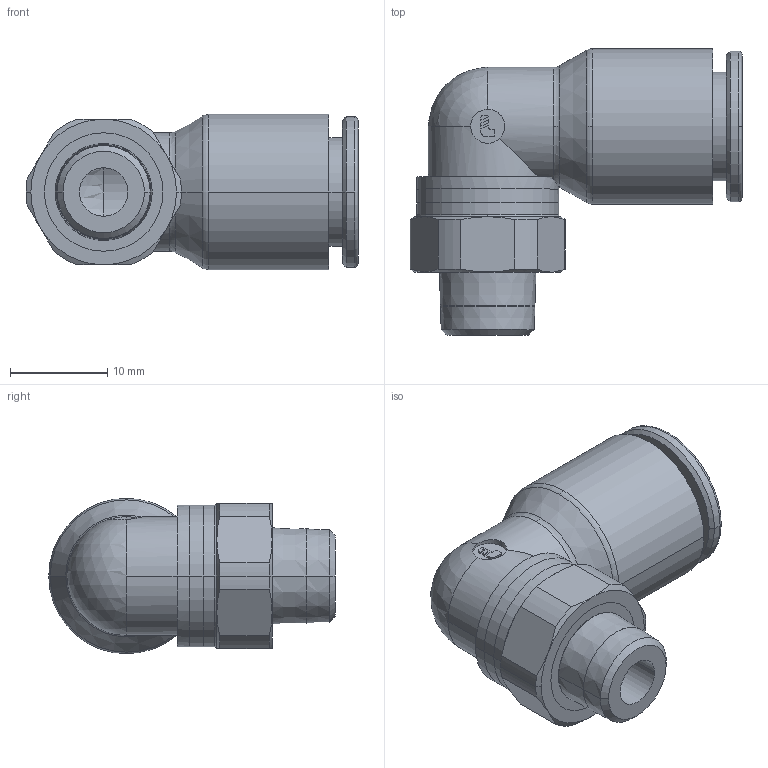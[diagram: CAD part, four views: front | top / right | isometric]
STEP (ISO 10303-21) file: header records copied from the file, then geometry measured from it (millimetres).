
FILE_DESCRIPTION(('STEP AP214'),'1');
FILE_NAME('3109_10_10.stp','2016-07-07T14:15:39',('TraceParts'),('TraceParts S.A.'),'Spatial InterOp 3D',' ',' ');
FILE_SCHEMA(('automotive_design'));
Length unit declared in the file: millimetre
Products named in the file (1): 1
Bounding box: 34.19 x 29.5 x 16 mm (x, y, z)
Volume: 3801.3 mm3; surface area: 3996.8 mm2
Topology: 1 solids, 1 shells, 108 faces, 267 edges, 169 vertices
Faces by surface type: cylinder 36, plane 34, cone 28, torus 8, sphere 2
Entity records: 3422 total; most frequent: CARTESIAN_POINT 821, DIRECTION 583, ORIENTED_EDGE 528, EDGE_CURVE 264, AXIS2_PLACEMENT_3D 243, VERTEX_POINT 169, CIRCLE 130, EDGE_LOOP 121
